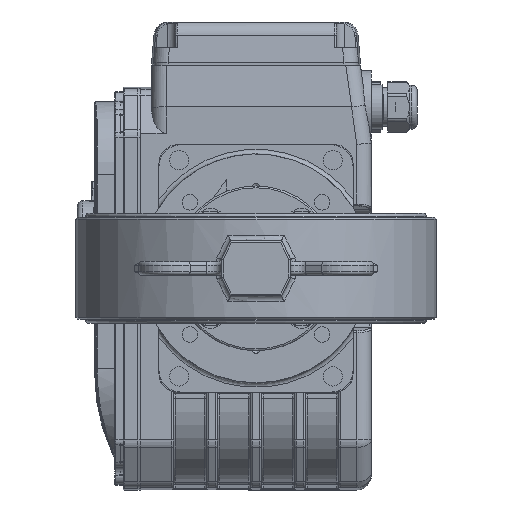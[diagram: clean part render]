
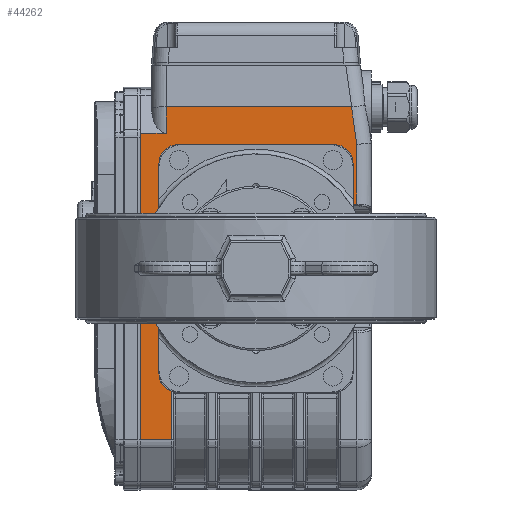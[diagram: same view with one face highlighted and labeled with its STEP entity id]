
A CAD part, front view. The second image highlights one B-rep face of the part: STEP entity #44262.
In plain terms, the highlighted planar face has unit normal (0, -1, 0).
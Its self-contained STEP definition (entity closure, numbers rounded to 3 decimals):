
#2429=PLANE('',#48332);
#4049=LINE('',#75483,#7442);
#4056=LINE('',#75560,#7449);
#4058=LINE('',#75566,#7451);
#4083=LINE('',#76157,#7476);
#4155=LINE('',#76856,#7548);
#4333=LINE('',#78168,#7726);
#4335=LINE('',#78171,#7728);
#4357=LINE('',#78235,#7750);
#4415=LINE('',#78374,#7808);
#4419=LINE('',#78380,#7812);
#4444=LINE('',#78425,#7837);
#4456=LINE('',#78464,#7849);
#7442=VECTOR('',#54348,1000.);
#7449=VECTOR('',#54381,1000.);
#7451=VECTOR('',#54387,1000.);
#7476=VECTOR('',#54478,1000.);
#7548=VECTOR('',#54894,1000.);
#7726=VECTOR('',#55838,1000.);
#7728=VECTOR('',#55842,1000.);
#7750=VECTOR('',#55906,1000.);
#7808=VECTOR('',#56088,1000.);
#7812=VECTOR('',#56096,1000.);
#7837=VECTOR('',#56161,1000.);
#7849=VECTOR('',#56227,1000.);
#15434=ORIENTED_EDGE('',*,*,#25795,.F.);
#15435=ORIENTED_EDGE('',*,*,#24928,.T.);
#15436=ORIENTED_EDGE('',*,*,#24952,.T.);
#15437=ORIENTED_EDGE('',*,*,#24949,.T.);
#15438=ORIENTED_EDGE('',*,*,#25758,.F.);
#15439=ORIENTED_EDGE('',*,*,#25010,.T.);
#15440=ORIENTED_EDGE('',*,*,#25688,.T.);
#15441=ORIENTED_EDGE('',*,*,#25754,.F.);
#15442=ORIENTED_EDGE('',*,*,#25783,.T.);
#15443=ORIENTED_EDGE('',*,*,#25209,.T.);
#15444=ORIENTED_EDGE('',*,*,#25628,.T.);
#15445=ORIENTED_EDGE('',*,*,#25655,.F.);
#15446=ORIENTED_EDGE('',*,*,#25631,.T.);
#15447=ORIENTED_EDGE('',*,*,#25653,.F.);
#15448=ORIENTED_EDGE('',*,*,#25635,.T.);
#24928=EDGE_CURVE('',#30824,#30821,#4049,.T.);
#24949=EDGE_CURVE('',#30842,#30841,#4056,.T.);
#24952=EDGE_CURVE('',#30821,#30842,#4058,.T.);
#25010=EDGE_CURVE('',#30882,#30880,#4083,.T.);
#25209=EDGE_CURVE('',#31011,#31014,#4155,.T.);
#25628=EDGE_CURVE('',#31014,#31285,#34729,.T.);
#25631=EDGE_CURVE('',#31289,#31288,#34731,.T.);
#25635=EDGE_CURVE('',#31293,#31292,#34733,.T.);
#25653=EDGE_CURVE('',#31293,#31288,#4333,.T.);
#25655=EDGE_CURVE('',#31289,#31285,#4335,.T.);
#25688=EDGE_CURVE('',#30880,#31317,#4357,.T.);
#25754=EDGE_CURVE('',#31336,#31317,#4415,.T.);
#25758=EDGE_CURVE('',#30882,#30841,#4419,.T.);
#25783=EDGE_CURVE('',#31336,#31011,#4444,.T.);
#25795=EDGE_CURVE('',#30824,#31292,#4456,.T.);
#30821=VERTEX_POINT('',#75453);
#30824=VERTEX_POINT('',#75481);
#30841=VERTEX_POINT('',#75559);
#30842=VERTEX_POINT('',#75561);
#30880=VERTEX_POINT('',#76155);
#30882=VERTEX_POINT('',#76158);
#31011=VERTEX_POINT('',#76839);
#31014=VERTEX_POINT('',#76854);
#31285=VERTEX_POINT('',#78126);
#31288=VERTEX_POINT('',#78133);
#31289=VERTEX_POINT('',#78135);
#31292=VERTEX_POINT('',#78142);
#31293=VERTEX_POINT('',#78144);
#31317=VERTEX_POINT('',#78234);
#31336=VERTEX_POINT('',#78373);
#34729=CIRCLE('',#48188,10.);
#34731=CIRCLE('',#48191,10.);
#34733=CIRCLE('',#48194,10.);
#37255=EDGE_LOOP('',(#15434,#15435,#15436,#15437,#15438,#15439,#15440,#15441,
#15442,#15443,#15444,#15445,#15446,#15447,#15448));
#40410=FACE_BOUND('',#37255,.T.);
#44262=ADVANCED_FACE('',(#40410),#2429,.F.);
#48188=AXIS2_PLACEMENT_3D('',#78127,#55796,#55797);
#48191=AXIS2_PLACEMENT_3D('',#78134,#55803,#55804);
#48194=AXIS2_PLACEMENT_3D('',#78143,#55811,#55812);
#48332=AXIS2_PLACEMENT_3D('',#78463,#56225,#56226);
#54348=DIRECTION('',(0.,0.,-1.));
#54381=DIRECTION('',(0.99,0.,0.139));
#54387=DIRECTION('',(1.,0.,0.));
#54478=DIRECTION('',(-1.,0.,0.));
#54894=DIRECTION('',(1.,0.,0.));
#55796=DIRECTION('',(0.,1.,0.));
#55797=DIRECTION('',(-1.,0.,0.));
#55803=DIRECTION('',(0.,1.,0.));
#55804=DIRECTION('',(-1.,0.,0.));
#55811=DIRECTION('',(0.,1.,0.));
#55812=DIRECTION('',(-1.,0.,0.));
#55838=DIRECTION('',(0.,0.,1.));
#55842=DIRECTION('',(-1.,0.,0.));
#55906=DIRECTION('',(0.,0.,1.));
#56088=DIRECTION('',(1.,0.,0.));
#56096=DIRECTION('',(0.,0.,-1.));
#56161=DIRECTION('',(0.,0.,-1.));
#56225=DIRECTION('',(0.,1.,0.));
#56226=DIRECTION('',(-1.,0.,0.));
#56227=DIRECTION('',(1.,0.,0.));
#75453=CARTESIAN_POINT('',(35.048,-50.,-55.));
#75481=CARTESIAN_POINT('',(35.048,-50.,-53.));
#75483=CARTESIAN_POINT('',(35.048,-50.,63.));
#75559=CARTESIAN_POINT('',(88.14,-50.,-52.134));
#75560=CARTESIAN_POINT('',(17.575,-50.,-62.051));
#75561=CARTESIAN_POINT('',(67.748,-50.,-55.));
#75566=CARTESIAN_POINT('',(0.,-50.,-55.));
#76155=CARTESIAN_POINT('',(73.82,-50.,49.));
#76157=CARTESIAN_POINT('',(0.,-50.,49.));
#76158=CARTESIAN_POINT('',(88.14,-50.,49.));
#76839=CARTESIAN_POINT('',(-93.676,-50.,46.));
#76854=CARTESIAN_POINT('',(-67.039,-50.,46.));
#76856=CARTESIAN_POINT('',(-67.298,-50.,46.));
#78126=CARTESIAN_POINT('',(-57.5,-50.,53.));
#78127=CARTESIAN_POINT('',(-57.5,-50.,43.));
#78133=CARTESIAN_POINT('',(67.5,-50.,43.));
#78134=CARTESIAN_POINT('',(57.5,-50.,43.));
#78135=CARTESIAN_POINT('',(57.5,-50.,53.));
#78142=CARTESIAN_POINT('',(57.5,-50.,-53.));
#78143=CARTESIAN_POINT('',(57.5,-50.,-43.));
#78144=CARTESIAN_POINT('',(67.5,-50.,-43.));
#78168=CARTESIAN_POINT('',(67.5,-50.,63.));
#78171=CARTESIAN_POINT('',(0.,-50.,53.));
#78234=CARTESIAN_POINT('',(73.82,-50.,63.));
#78235=CARTESIAN_POINT('',(73.82,-50.,57.));
#78373=CARTESIAN_POINT('',(-93.676,-50.,63.));
#78374=CARTESIAN_POINT('',(0.,-50.,63.));
#78380=CARTESIAN_POINT('',(88.14,-50.,63.));
#78425=CARTESIAN_POINT('',(-93.676,-50.,63.));
#78463=CARTESIAN_POINT('',(0.,-50.,63.));
#78464=CARTESIAN_POINT('',(0.,-50.,-53.));
